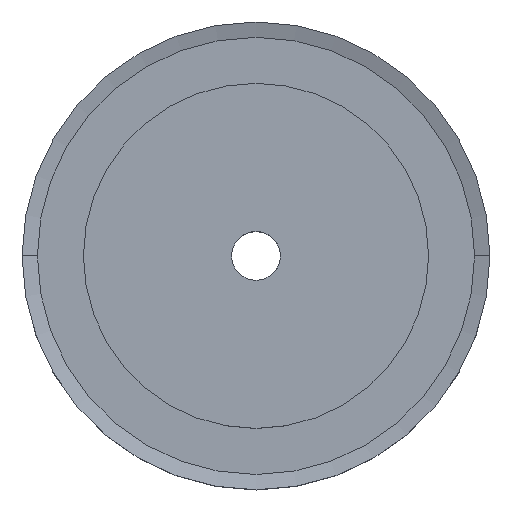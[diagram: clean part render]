
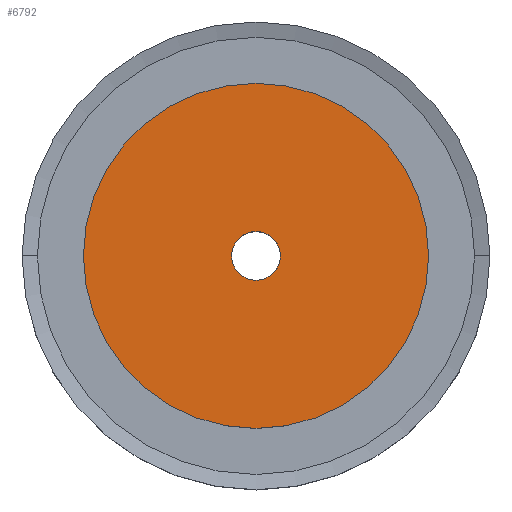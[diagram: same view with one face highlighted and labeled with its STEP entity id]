
A CAD part, top view. The second image highlights one B-rep face of the part: STEP entity #6792.
In plain terms, the highlighted planar face has unit normal (0, 0, 1).
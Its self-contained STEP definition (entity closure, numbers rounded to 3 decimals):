
#256 = ORIENTED_EDGE ( 'NONE', *, *, #9935, .T. ) ;
#453 = CARTESIAN_POINT ( 'NONE',  ( -3.175, 0., 16. ) ) ;
#786 = AXIS2_PLACEMENT_3D ( 'NONE', #6662, #10937, #2317 ) ;
#1031 = ORIENTED_EDGE ( 'NONE', *, *, #1099, .F. ) ;
#1096 = EDGE_LOOP ( 'NONE', ( #256, #10930 ) ) ;
#1099 = EDGE_CURVE ( 'NONE', #4825, #8648, #11654, .T. ) ;
#1824 = CARTESIAN_POINT ( 'NONE',  ( 3.175, 0., 16. ) ) ;
#1930 = CARTESIAN_POINT ( 'NONE',  ( 0., 0., 16. ) ) ;
#2038 = CARTESIAN_POINT ( 'NONE',  ( 0., 0., 16. ) ) ;
#2317 = DIRECTION ( 'NONE',  ( 1., 0., 0. ) ) ;
#2652 = AXIS2_PLACEMENT_3D ( 'NONE', #4580, #4447, #5507 ) ;
#3073 = DIRECTION ( 'NONE',  ( 1., 0., 0. ) ) ;
#3095 = DIRECTION ( 'NONE',  ( 1., 0., 0. ) ) ;
#3131 = CARTESIAN_POINT ( 'NONE',  ( -1.655, 24.955, 16. ) ) ;
#3273 = CIRCLE ( 'NONE', #2652, 22.5 ) ;
#3914 = CARTESIAN_POINT ( 'NONE',  ( -22.5, 0., 16. ) ) ;
#4204 = FACE_OUTER_BOUND ( 'NONE', #1096, .T. ) ;
#4447 = DIRECTION ( 'NONE',  ( 0., 0., 1. ) ) ;
#4580 = CARTESIAN_POINT ( 'NONE',  ( 0., 0., 16. ) ) ;
#4825 = VERTEX_POINT ( 'NONE', #453 ) ;
#4865 = VERTEX_POINT ( 'NONE', #6254 ) ;
#5507 = DIRECTION ( 'NONE',  ( 1., 0., 0. ) ) ;
#5876 = EDGE_CURVE ( 'NONE', #8648, #4825, #8334, .T. ) ;
#6171 = DIRECTION ( 'NONE',  ( 1., 0., 0. ) ) ;
#6254 = CARTESIAN_POINT ( 'NONE',  ( 22.5, 0., 16. ) ) ;
#6506 = AXIS2_PLACEMENT_3D ( 'NONE', #3131, #7119, #6171 ) ;
#6662 = CARTESIAN_POINT ( 'NONE',  ( 0., 0., 16. ) ) ;
#6785 = ORIENTED_EDGE ( 'NONE', *, *, #5876, .F. ) ;
#6792 = ADVANCED_FACE ( 'NONE', ( #9965, #4204 ), #11902, .T. ) ;
#7089 = EDGE_CURVE ( 'NONE', #11781, #4865, #11749, .T. ) ;
#7119 = DIRECTION ( 'NONE',  ( 0., 0., 1. ) ) ;
#7506 = EDGE_LOOP ( 'NONE', ( #6785, #1031 ) ) ;
#8334 = CIRCLE ( 'NONE', #11163, 3.175 ) ;
#8648 = VERTEX_POINT ( 'NONE', #1824 ) ;
#8736 = DIRECTION ( 'NONE',  ( 0., 0., 1. ) ) ;
#9935 = EDGE_CURVE ( 'NONE', #4865, #11781, #3273, .T. ) ;
#9965 = FACE_BOUND ( 'NONE', #7506, .T. ) ;
#10646 = AXIS2_PLACEMENT_3D ( 'NONE', #2038, #10988, #3073 ) ;
#10930 = ORIENTED_EDGE ( 'NONE', *, *, #7089, .T. ) ;
#10937 = DIRECTION ( 'NONE',  ( 0., 0., 1. ) ) ;
#10988 = DIRECTION ( 'NONE',  ( 0., 0., 1. ) ) ;
#11163 = AXIS2_PLACEMENT_3D ( 'NONE', #1930, #8736, #3095 ) ;
#11654 = CIRCLE ( 'NONE', #10646, 3.175 ) ;
#11749 = CIRCLE ( 'NONE', #786, 22.5 ) ;
#11781 = VERTEX_POINT ( 'NONE', #3914 ) ;
#11902 = PLANE ( 'NONE',  #6506 ) ;
